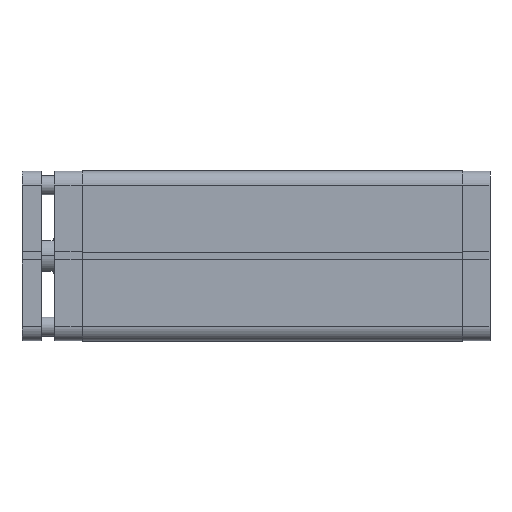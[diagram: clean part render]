
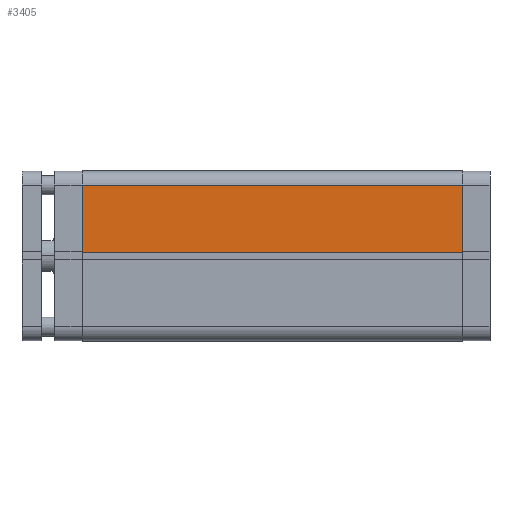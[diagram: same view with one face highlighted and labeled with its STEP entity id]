
A CAD part, top view. The second image highlights one B-rep face of the part: STEP entity #3405.
In plain terms, the highlighted face is planar.
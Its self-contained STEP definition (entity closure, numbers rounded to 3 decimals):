
#493 = EDGE_LOOP ( 'NONE', ( #5388, #5387, #5386, #5385 ) ) ;
#997 = DIRECTION ( 'NONE',  ( 0., 1., 0. ) ) ;
#999 = DIRECTION ( 'NONE',  ( 0., 0., 1. ) ) ;
#1066 = VERTEX_POINT ( 'NONE', #6334 ) ;
#1070 = VERTEX_POINT ( 'NONE', #6336 ) ;
#1080 = VERTEX_POINT ( 'NONE', #6342 ) ;
#1142 = VERTEX_POINT ( 'NONE', #6376 ) ;
#2753 = CARTESIAN_POINT ( 'NONE',  ( -2.6, 62., -277.5 ) ) ;
#2758 = CARTESIAN_POINT ( 'NONE',  ( -51.5, 62., -277.5 ) ) ;
#2759 = DIRECTION ( 'NONE',  ( -1., 0., 0. ) ) ;
#2761 = DIRECTION ( 'NONE',  ( 0., 0., 1. ) ) ;
#2776 = CARTESIAN_POINT ( 'NONE',  ( -51.5, 62., -277.5 ) ) ;
#2777 = DIRECTION ( 'NONE',  ( 0., 0., 1. ) ) ;
#2786 = CARTESIAN_POINT ( 'NONE',  ( -51.5, 62., 0. ) ) ;
#2787 = DIRECTION ( 'NONE',  ( -1., 0., 0. ) ) ;
#3087 = LINE ( 'NONE', #2758, #3101 ) ;
#3101 = VECTOR ( 'NONE', #2759, 1000. ) ;
#3103 = LINE ( 'NONE', #2753, #3105 ) ;
#3105 = VECTOR ( 'NONE', #2761, 1000. ) ;
#3119 = LINE ( 'NONE', #2776, #3120 ) ;
#3120 = VECTOR ( 'NONE', #2777, 1000. ) ;
#3128 = LINE ( 'NONE', #2786, #3129 ) ;
#3129 = VECTOR ( 'NONE', #2787, 1000. ) ;
#3405 = ADVANCED_FACE ( 'NONE', ( #7322 ), #7153, .T. ) ;
#4058 = EDGE_CURVE ( 'NONE', #1070, #1066, #3087, .T. ) ;
#4059 = EDGE_CURVE ( 'NONE', #1070, #1142, #3103, .T. ) ;
#4066 = EDGE_CURVE ( 'NONE', #1066, #1080, #3119, .T. ) ;
#4071 = EDGE_CURVE ( 'NONE', #1142, #1080, #3128, .T. ) ;
#4335 = AXIS2_PLACEMENT_3D ( 'NONE', #7156, #997, #999 ) ;
#5385 = ORIENTED_EDGE ( 'NONE', *, *, #4066, .T. ) ;
#5386 = ORIENTED_EDGE ( 'NONE', *, *, #4058, .T. ) ;
#5387 = ORIENTED_EDGE ( 'NONE', *, *, #4059, .F. ) ;
#5388 = ORIENTED_EDGE ( 'NONE', *, *, #4071, .F. ) ;
#6334 = CARTESIAN_POINT ( 'NONE',  ( -51.5, 62., -277.5 ) ) ;
#6336 = CARTESIAN_POINT ( 'NONE',  ( -2.6, 62., -277.5 ) ) ;
#6342 = CARTESIAN_POINT ( 'NONE',  ( -51.5, 62., 0. ) ) ;
#6376 = CARTESIAN_POINT ( 'NONE',  ( -2.6, 62., 0. ) ) ;
#7153 = PLANE ( 'NONE',  #4335 ) ;
#7156 = CARTESIAN_POINT ( 'NONE',  ( -51.5, 62., -277.5 ) ) ;
#7322 = FACE_OUTER_BOUND ( 'NONE', #493, .T. ) ;
